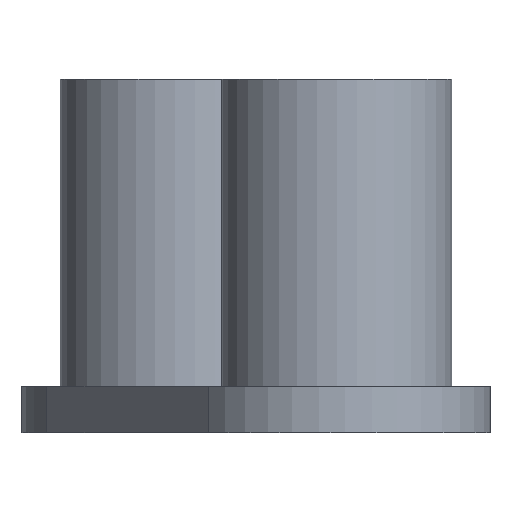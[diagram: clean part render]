
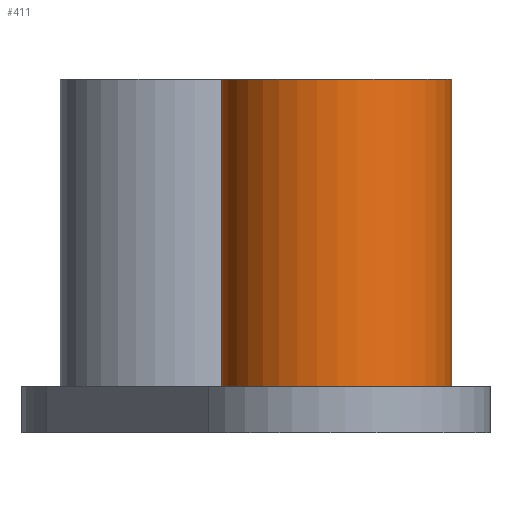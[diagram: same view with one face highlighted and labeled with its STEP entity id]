
A CAD part, left-side view. The second image highlights one B-rep face of the part: STEP entity #411.
In plain terms, the highlighted cylindrical face has radius 3.81 mm (diameter 7.62 mm), a full revolution.
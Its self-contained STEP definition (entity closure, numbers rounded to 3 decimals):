
#73 = PLANE('',#74);
#74 = AXIS2_PLACEMENT_3D('',#75,#76,#77);
#75 = CARTESIAN_POINT('',(4.064,2.667,1.524));
#76 = DIRECTION('',(0.,0.,1.));
#77 = DIRECTION('',(1.,0.,0.));
#345 = EDGE_CURVE('',#346,#346,#348,.T.);
#346 = VERTEX_POINT('',#347);
#347 = CARTESIAN_POINT('',(3.81,0.,1.524));
#348 = SURFACE_CURVE('',#349,(#354,#361),.PCURVE_S1.);
#349 = CIRCLE('',#350,3.81);
#350 = AXIS2_PLACEMENT_3D('',#351,#352,#353);
#351 = CARTESIAN_POINT('',(0.,0.,1.524));
#352 = DIRECTION('',(0.,0.,1.));
#353 = DIRECTION('',(1.,0.,0.));
#354 = PCURVE('',#73,#355);
#355 = DEFINITIONAL_REPRESENTATION('',(#356),#360);
#356 = CIRCLE('',#357,3.81);
#357 = AXIS2_PLACEMENT_2D('',#358,#359);
#358 = CARTESIAN_POINT('',(-4.064,-2.667));
#359 = DIRECTION('',(1.,0.));
#360 = ( GEOMETRIC_REPRESENTATION_CONTEXT(2) 
PARAMETRIC_REPRESENTATION_CONTEXT() REPRESENTATION_CONTEXT('2D SPACE',''
  ) );
#361 = PCURVE('',#362,#367);
#362 = CYLINDRICAL_SURFACE('',#363,3.81);
#363 = AXIS2_PLACEMENT_3D('',#364,#365,#366);
#364 = CARTESIAN_POINT('',(0.,0.,1.524));
#365 = DIRECTION('',(-0.,-0.,-1.));
#366 = DIRECTION('',(1.,0.,0.));
#367 = DEFINITIONAL_REPRESENTATION('',(#368),#372);
#368 = LINE('',#369,#370);
#369 = CARTESIAN_POINT('',(-0.,0.));
#370 = VECTOR('',#371,1.);
#371 = DIRECTION('',(-1.,0.));
#372 = ( GEOMETRIC_REPRESENTATION_CONTEXT(2) 
PARAMETRIC_REPRESENTATION_CONTEXT() REPRESENTATION_CONTEXT('2D SPACE',''
  ) );
#411 = ADVANCED_FACE('',(#412),#362,.T.);
#412 = FACE_BOUND('',#413,.F.);
#413 = EDGE_LOOP('',(#414,#437,#464,#465));
#414 = ORIENTED_EDGE('',*,*,#415,.T.);
#415 = EDGE_CURVE('',#346,#416,#418,.T.);
#416 = VERTEX_POINT('',#417);
#417 = CARTESIAN_POINT('',(3.81,0.,11.684));
#418 = SEAM_CURVE('',#419,(#423,#430),.PCURVE_S1.);
#419 = LINE('',#420,#421);
#420 = CARTESIAN_POINT('',(3.81,0.,1.524));
#421 = VECTOR('',#422,1.);
#422 = DIRECTION('',(0.,0.,1.));
#423 = PCURVE('',#362,#424);
#424 = DEFINITIONAL_REPRESENTATION('',(#425),#429);
#425 = LINE('',#426,#427);
#426 = CARTESIAN_POINT('',(-0.,0.));
#427 = VECTOR('',#428,1.);
#428 = DIRECTION('',(-0.,-1.));
#429 = ( GEOMETRIC_REPRESENTATION_CONTEXT(2) 
PARAMETRIC_REPRESENTATION_CONTEXT() REPRESENTATION_CONTEXT('2D SPACE',''
  ) );
#430 = PCURVE('',#362,#431);
#431 = DEFINITIONAL_REPRESENTATION('',(#432),#436);
#432 = LINE('',#433,#434);
#433 = CARTESIAN_POINT('',(-6.283,0.));
#434 = VECTOR('',#435,1.);
#435 = DIRECTION('',(-0.,-1.));
#436 = ( GEOMETRIC_REPRESENTATION_CONTEXT(2) 
PARAMETRIC_REPRESENTATION_CONTEXT() REPRESENTATION_CONTEXT('2D SPACE',''
  ) );
#437 = ORIENTED_EDGE('',*,*,#438,.T.);
#438 = EDGE_CURVE('',#416,#416,#439,.T.);
#439 = SURFACE_CURVE('',#440,(#445,#452),.PCURVE_S1.);
#440 = CIRCLE('',#441,3.81);
#441 = AXIS2_PLACEMENT_3D('',#442,#443,#444);
#442 = CARTESIAN_POINT('',(0.,0.,11.684));
#443 = DIRECTION('',(0.,0.,1.));
#444 = DIRECTION('',(1.,0.,0.));
#445 = PCURVE('',#362,#446);
#446 = DEFINITIONAL_REPRESENTATION('',(#447),#451);
#447 = LINE('',#448,#449);
#448 = CARTESIAN_POINT('',(-0.,-10.16));
#449 = VECTOR('',#450,1.);
#450 = DIRECTION('',(-1.,0.));
#451 = ( GEOMETRIC_REPRESENTATION_CONTEXT(2) 
PARAMETRIC_REPRESENTATION_CONTEXT() REPRESENTATION_CONTEXT('2D SPACE',''
  ) );
#452 = PCURVE('',#453,#458);
#453 = PLANE('',#454);
#454 = AXIS2_PLACEMENT_3D('',#455,#456,#457);
#455 = CARTESIAN_POINT('',(4.064,2.667,11.684));
#456 = DIRECTION('',(0.,0.,1.));
#457 = DIRECTION('',(1.,0.,0.));
#458 = DEFINITIONAL_REPRESENTATION('',(#459),#463);
#459 = CIRCLE('',#460,3.81);
#460 = AXIS2_PLACEMENT_2D('',#461,#462);
#461 = CARTESIAN_POINT('',(-4.064,-2.667));
#462 = DIRECTION('',(1.,0.));
#463 = ( GEOMETRIC_REPRESENTATION_CONTEXT(2) 
PARAMETRIC_REPRESENTATION_CONTEXT() REPRESENTATION_CONTEXT('2D SPACE',''
  ) );
#464 = ORIENTED_EDGE('',*,*,#415,.F.);
#465 = ORIENTED_EDGE('',*,*,#345,.F.);
